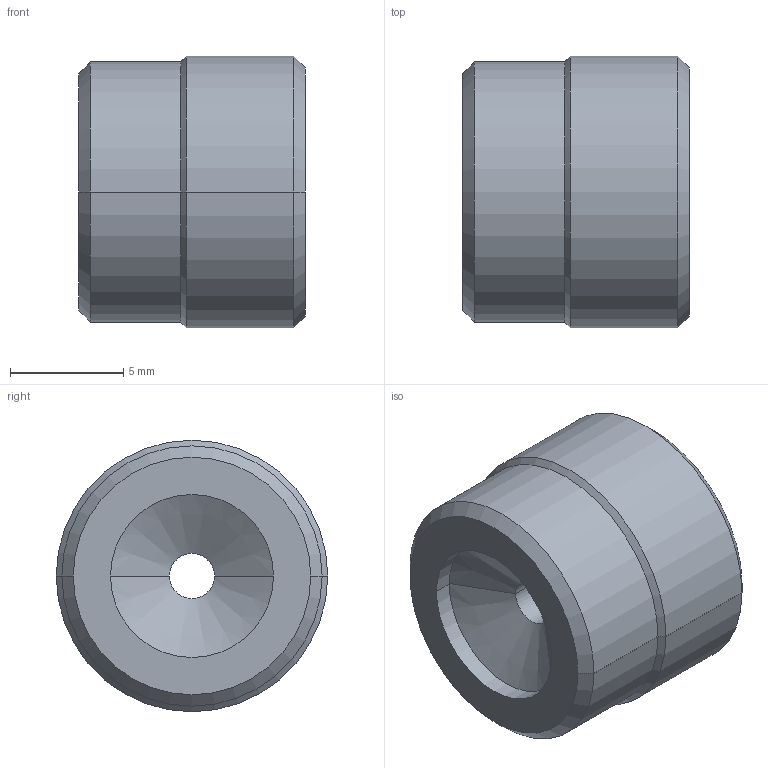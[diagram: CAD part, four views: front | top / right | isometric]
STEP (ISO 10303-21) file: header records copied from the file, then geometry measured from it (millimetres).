
FILE_DESCRIPTION((''),'2;1');
FILE_NAME('38410-00_00_SW0001','2025-12-04T15:46:18',('julian.egg'),(''),'CREO PARAMETRIC BY PTC INC, 2025323','CREO PARAMETRIC BY PTC INC, 2025323','');
FILE_SCHEMA(('CONFIG_CONTROL_DESIGN'));
Length unit declared in the file: millimetre
Products named in the file (1): 38410-00_00_SW0001
Bounding box: 10 x 12 x 12 mm (x, y, z)
Volume: 681 mm3; surface area: 863.1 mm2
Topology: 1 solids, 1 shells, 35 faces, 70 edges, 40 vertices
Faces by surface type: cylinder 16, cone 14, plane 5
Entity records: 946 total; most frequent: DIRECTION 180, CARTESIAN_POINT 145, ORIENTED_EDGE 140, AXIS2_PLACEMENT_3D 75, EDGE_CURVE 70, VERTEX_POINT 40, EDGE_LOOP 40, CIRCLE 40
